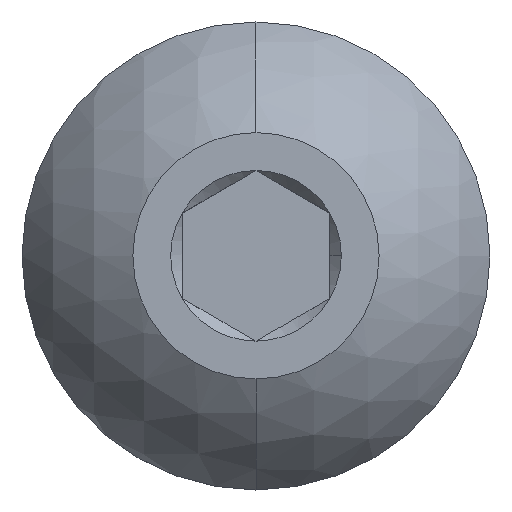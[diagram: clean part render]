
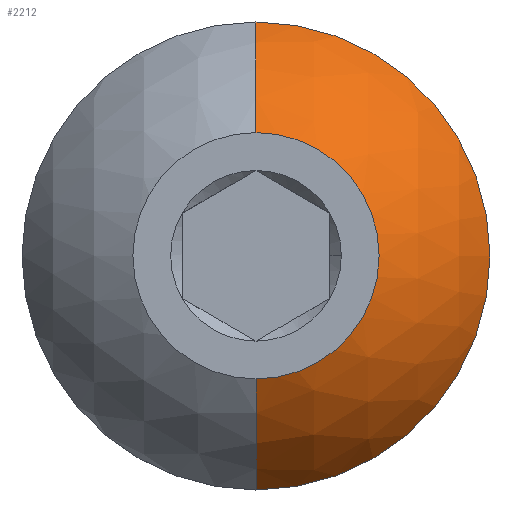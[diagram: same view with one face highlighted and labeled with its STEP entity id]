
A CAD part, top view. The second image highlights one B-rep face of the part: STEP entity #2212.
In plain terms, the highlighted spherical face has radius 5.287 mm.
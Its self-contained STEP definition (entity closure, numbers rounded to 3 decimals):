
#1241 = CARTESIAN_POINT ( 'NONE',  ( 0., -4.75, -2.338 ) ) ;
#1250 = CARTESIAN_POINT ( 'NONE',  ( 0., 4.75, -2.338 ) ) ;
#1252 = CARTESIAN_POINT ( 'NONE',  ( 0., 2.5, 0. ) ) ;
#1269 = CARTESIAN_POINT ( 'NONE',  ( 4.75, 0., -2.338 ) ) ;
#1313 = CARTESIAN_POINT ( 'NONE',  ( 0., -2.5, 0. ) ) ;
#1540 = EDGE_CURVE ( 'NONE', #8130, #8146, #8192, .T. ) ;
#1541 = EDGE_CURVE ( 'NONE', #8146, #8118, #8188, .T. ) ;
#1542 = EDGE_CURVE ( 'NONE', #8092, #8118, #8193, .T. ) ;
#1543 = EDGE_CURVE ( 'NONE', #8130, #8100, #8194, .T. ) ;
#1545 = EDGE_CURVE ( 'NONE', #8100, #8092, #8195, .T. ) ;
#1968 = ORIENTED_EDGE ( 'NONE', *, *, #1542, .T. ) ;
#1970 = ORIENTED_EDGE ( 'NONE', *, *, #1543, .T. ) ;
#1986 = ORIENTED_EDGE ( 'NONE', *, *, #1541, .F. ) ;
#1989 = ORIENTED_EDGE ( 'NONE', *, *, #1545, .T. ) ;
#2050 = ORIENTED_EDGE ( 'NONE', *, *, #1540, .F. ) ;
#2212 = ADVANCED_FACE ( 'NONE', ( #8320 ), #8324, .T. ) ;
#4057 = DIRECTION ( 'NONE',  ( 1., 0., 0. ) ) ;
#4058 = DIRECTION ( 'NONE',  ( 0., 0., 1. ) ) ;
#4059 = CARTESIAN_POINT ( 'NONE',  ( 0., 0., -2.338 ) ) ;
#4062 = DIRECTION ( 'NONE',  ( 1., 0., 0. ) ) ;
#4063 = DIRECTION ( 'NONE',  ( 0., 0., 1. ) ) ;
#4064 = CARTESIAN_POINT ( 'NONE',  ( 0., 0., -2.338 ) ) ;
#4065 = DIRECTION ( 'NONE',  ( 0., 1., 0. ) ) ;
#4066 = DIRECTION ( 'NONE',  ( 1., 0., 0. ) ) ;
#4067 = CARTESIAN_POINT ( 'NONE',  ( 0., 0., -4.658 ) ) ;
#4068 = DIRECTION ( 'NONE',  ( 1., 0., 0. ) ) ;
#4069 = DIRECTION ( 'NONE',  ( 0., 0., 1. ) ) ;
#4070 = CARTESIAN_POINT ( 'NONE',  ( 0., 0., 0. ) ) ;
#4072 = DIRECTION ( 'NONE',  ( 0., -1., 0. ) ) ;
#4073 = DIRECTION ( 'NONE',  ( -1., 0., 0. ) ) ;
#4074 = CARTESIAN_POINT ( 'NONE',  ( 0., 0., -4.658 ) ) ;
#4105 = EDGE_LOOP ( 'NONE', ( #1970, #1989, #1968, #1986, #2050 ) ) ;
#6157 = DIRECTION ( 'NONE',  ( 1., 0., 0. ) ) ;
#6159 = CARTESIAN_POINT ( 'NONE',  ( 0., 0., -4.658 ) ) ;
#6162 = DIRECTION ( 'NONE',  ( 0., -1., 0. ) ) ;
#7924 = AXIS2_PLACEMENT_3D ( 'NONE', #4074, #4073, #4072 ) ;
#7925 = AXIS2_PLACEMENT_3D ( 'NONE', #4070, #4069, #4068 ) ;
#7926 = AXIS2_PLACEMENT_3D ( 'NONE', #4067, #4066, #4065 ) ;
#7927 = AXIS2_PLACEMENT_3D ( 'NONE', #4064, #4063, #4062 ) ;
#7928 = AXIS2_PLACEMENT_3D ( 'NONE', #4059, #4058, #4057 ) ;
#7994 = AXIS2_PLACEMENT_3D ( 'NONE', #6159, #6157, #6162 ) ;
#8092 = VERTEX_POINT ( 'NONE', #1250 ) ;
#8100 = VERTEX_POINT ( 'NONE', #1269 ) ;
#8118 = VERTEX_POINT ( 'NONE', #1252 ) ;
#8130 = VERTEX_POINT ( 'NONE', #1241 ) ;
#8146 = VERTEX_POINT ( 'NONE', #1313 ) ;
#8188 = CIRCLE ( 'NONE', #7925, 2.5 ) ;
#8192 = CIRCLE ( 'NONE', #7924, 5.287 ) ;
#8193 = CIRCLE ( 'NONE', #7926, 5.287 ) ;
#8194 = CIRCLE ( 'NONE', #7927, 4.75 ) ;
#8195 = CIRCLE ( 'NONE', #7928, 4.75 ) ;
#8320 = FACE_OUTER_BOUND ( 'NONE', #4105, .T. ) ;
#8324 = SPHERICAL_SURFACE ( 'NONE', #7994, 5.287 ) ;
